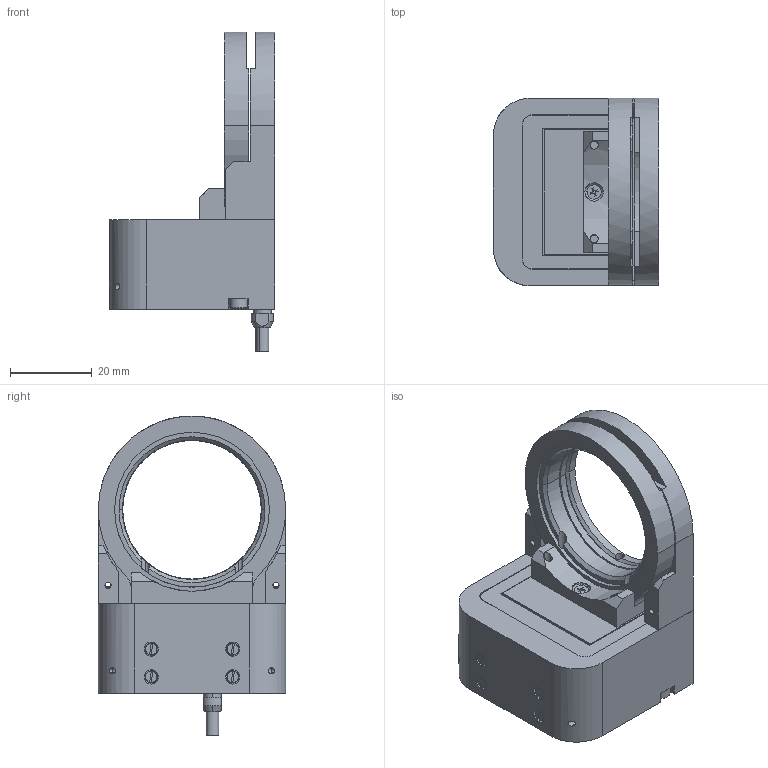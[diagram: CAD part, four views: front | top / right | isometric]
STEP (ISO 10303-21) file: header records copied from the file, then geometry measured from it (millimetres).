
FILE_DESCRIPTION (( 'STEP AP203' ), '1' );
FILE_NAME ('P-725.2SL.STEP', '2014-02-12T13:45:36', ( 'test' ), ( '' ), 'SwSTEP 2.0', 'SolidWorks 2012', '' );
FILE_SCHEMA (( 'CONFIG_CONTROL_DESIGN' ));
Length unit declared in the file: millimetre
Products named in the file (1): P-725.2SL
Bounding box: 40.5 x 46 x 78.5 mm (x, y, z)
Volume: 47164.4 mm3; surface area: 24750.7 mm2
Topology: 20 solids, 20 shells, 714 faces, 1818 edges, 1123 vertices
Faces by surface type: plane 281, cylinder 269, cone 134, torus 30
Entity records: 22568 total; most frequent: CARTESIAN_POINT 5101, DIRECTION 3743, ORIENTED_EDGE 3544, EDGE_CURVE 1772, AXIS2_PLACEMENT_3D 1399, VERTEX_POINT 1123, LINE 945, VECTOR 945
